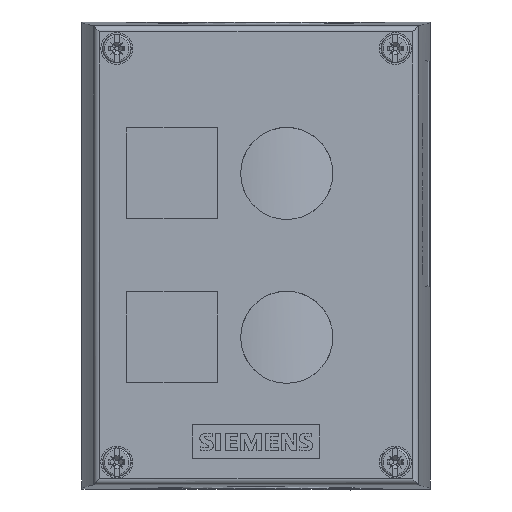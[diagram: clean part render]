
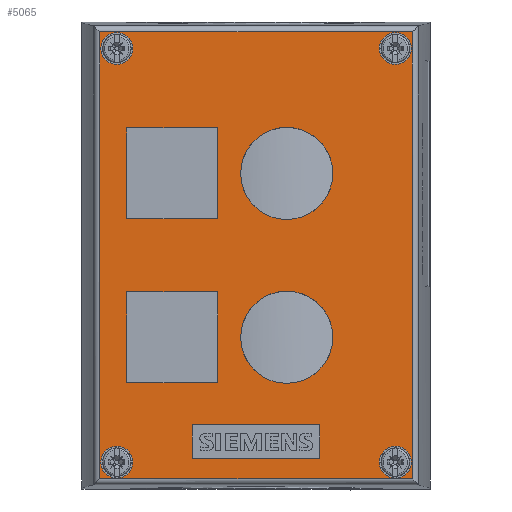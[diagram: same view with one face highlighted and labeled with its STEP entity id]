
A CAD part, top view. The second image highlights one B-rep face of the part: STEP entity #5065.
In plain terms, the highlighted planar face has unit normal (0, 0, 1).
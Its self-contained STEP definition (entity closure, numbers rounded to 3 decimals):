
#5065=ADVANCED_FACE('',(#11304,#11305,#11306,#11307,#11308,#11309,#11310,#11311,#11312,#11313),#11314,.T.);
#11304=FACE_OUTER_BOUND('',#18363,.T.);
#11305=FACE_BOUND('',#18364,.T.);
#11306=FACE_BOUND('',#18365,.T.);
#11307=FACE_BOUND('',#18366,.T.);
#11308=FACE_BOUND('',#18367,.T.);
#11309=FACE_BOUND('',#18368,.T.);
#11310=FACE_BOUND('',#18369,.T.);
#11311=FACE_BOUND('',#18370,.T.);
#11312=FACE_BOUND('',#18371,.T.);
#11313=FACE_BOUND('',#18372,.T.);
#11314=PLANE('',#18373);
#18363=EDGE_LOOP('',(#39169,#39170,#39171,#39172));
#18364=EDGE_LOOP('',(#39173,#39174));
#18365=EDGE_LOOP('',(#39175,#39176));
#18366=EDGE_LOOP('',(#39177,#39178));
#18367=EDGE_LOOP('',(#39179,#39180));
#18368=EDGE_LOOP('',(#39181,#39182,#39183,#39184));
#18369=EDGE_LOOP('',(#39185,#39186,#39187,#39188));
#18370=EDGE_LOOP('',(#39189,#39190,#39191,#39192));
#18371=EDGE_LOOP('',(#39193,#39194));
#18372=EDGE_LOOP('',(#39195,#39196));
#18373=AXIS2_PLACEMENT_3D('',#39197,#39198,#39199);
#39169=ORIENTED_EDGE('',*,*,#44361,.T.);
#39170=ORIENTED_EDGE('',*,*,#44357,.F.);
#39171=ORIENTED_EDGE('',*,*,#44364,.F.);
#39172=ORIENTED_EDGE('',*,*,#44365,.F.);
#39173=ORIENTED_EDGE('',*,*,#40527,.T.);
#39174=ORIENTED_EDGE('',*,*,#43896,.T.);
#39175=ORIENTED_EDGE('',*,*,#40522,.T.);
#39176=ORIENTED_EDGE('',*,*,#43900,.T.);
#39177=ORIENTED_EDGE('',*,*,#40517,.T.);
#39178=ORIENTED_EDGE('',*,*,#43904,.T.);
#39179=ORIENTED_EDGE('',*,*,#40512,.T.);
#39180=ORIENTED_EDGE('',*,*,#43908,.T.);
#39181=ORIENTED_EDGE('',*,*,#44289,.T.);
#39182=ORIENTED_EDGE('',*,*,#44298,.T.);
#39183=ORIENTED_EDGE('',*,*,#44295,.T.);
#39184=ORIENTED_EDGE('',*,*,#44292,.T.);
#39185=ORIENTED_EDGE('',*,*,#44324,.T.);
#39186=ORIENTED_EDGE('',*,*,#44332,.T.);
#39187=ORIENTED_EDGE('',*,*,#44330,.T.);
#39188=ORIENTED_EDGE('',*,*,#44327,.T.);
#39189=ORIENTED_EDGE('',*,*,#44341,.T.);
#39190=ORIENTED_EDGE('',*,*,#44349,.T.);
#39191=ORIENTED_EDGE('',*,*,#44347,.T.);
#39192=ORIENTED_EDGE('',*,*,#44344,.T.);
#39193=ORIENTED_EDGE('',*,*,#40507,.T.);
#39194=ORIENTED_EDGE('',*,*,#44351,.T.);
#39195=ORIENTED_EDGE('',*,*,#40502,.T.);
#39196=ORIENTED_EDGE('',*,*,#44353,.T.);
#39197=CARTESIAN_POINT('',(42.537,114.2,64.0));
#39198=DIRECTION('',(0.0,0.0,1.0));
#39199=DIRECTION('',(1.0,0.0,0.0));
#40502=EDGE_CURVE('',#44468,#44472,#44474,.T.);
#40507=EDGE_CURVE('',#44477,#44481,#44483,.T.);
#40512=EDGE_CURVE('',#44486,#44490,#44492,.T.);
#40517=EDGE_CURVE('',#44495,#44499,#44501,.T.);
#40522=EDGE_CURVE('',#44504,#44508,#44510,.T.);
#40527=EDGE_CURVE('',#44513,#44517,#44519,.T.);
#43896=EDGE_CURVE('',#44517,#44513,#49337,.T.);
#43900=EDGE_CURVE('',#44508,#44504,#49341,.T.);
#43904=EDGE_CURVE('',#44499,#44495,#49345,.T.);
#43908=EDGE_CURVE('',#44490,#44486,#49349,.T.);
#44289=EDGE_CURVE('',#49917,#49915,#49918,.T.);
#44292=EDGE_CURVE('',#49921,#49917,#49922,.T.);
#44295=EDGE_CURVE('',#49925,#49921,#49926,.T.);
#44298=EDGE_CURVE('',#49915,#49925,#49929,.T.);
#44324=EDGE_CURVE('',#49965,#49967,#49969,.T.);
#44327=EDGE_CURVE('',#49971,#49965,#49973,.T.);
#44330=EDGE_CURVE('',#49975,#49971,#49977,.T.);
#44332=EDGE_CURVE('',#49967,#49975,#49979,.T.);
#44341=EDGE_CURVE('',#49990,#49992,#49994,.T.);
#44344=EDGE_CURVE('',#49996,#49990,#49998,.T.);
#44347=EDGE_CURVE('',#50000,#49996,#50002,.T.);
#44349=EDGE_CURVE('',#49992,#50000,#50004,.T.);
#44351=EDGE_CURVE('',#44481,#44477,#50006,.T.);
#44353=EDGE_CURVE('',#44472,#44468,#50008,.T.);
#44357=EDGE_CURVE('',#50012,#50014,#50015,.T.);
#44361=EDGE_CURVE('',#50019,#50014,#50020,.T.);
#44364=EDGE_CURVE('',#50023,#50012,#50024,.T.);
#44365=EDGE_CURVE('',#50019,#50023,#50025,.T.);
#44468=VERTEX_POINT('',#50224);
#44472=VERTEX_POINT('',#50262);
#44474=CIRCLE('',#50265,11.25);
#44477=VERTEX_POINT('',#50268);
#44481=VERTEX_POINT('',#50306);
#44483=CIRCLE('',#50309,11.25);
#44486=VERTEX_POINT('',#50312);
#44490=VERTEX_POINT('',#50317);
#44492=CIRCLE('',#50320,3.9);
#44495=VERTEX_POINT('',#50323);
#44499=VERTEX_POINT('',#50328);
#44501=CIRCLE('',#50331,3.9);
#44504=VERTEX_POINT('',#50334);
#44508=VERTEX_POINT('',#50339);
#44510=CIRCLE('',#50342,3.9);
#44513=VERTEX_POINT('',#50345);
#44517=VERTEX_POINT('',#50350);
#44519=CIRCLE('',#50353,3.9);
#49337=CIRCLE('',#57959,3.9);
#49341=CIRCLE('',#57963,3.9);
#49345=CIRCLE('',#57967,3.9);
#49349=CIRCLE('',#57971,3.9);
#49915=VERTEX_POINT('',#58746);
#49917=VERTEX_POINT('',#58749);
#49918=LINE('',#58750,#58751);
#49921=VERTEX_POINT('',#58755);
#49922=LINE('',#58756,#58757);
#49925=VERTEX_POINT('',#58761);
#49926=LINE('',#58762,#58763);
#49929=LINE('',#58767,#58768);
#49965=VERTEX_POINT('',#58818);
#49967=VERTEX_POINT('',#58821);
#49969=LINE('',#58824,#58825);
#49971=VERTEX_POINT('',#58827);
#49973=LINE('',#58830,#58831);
#49975=VERTEX_POINT('',#58833);
#49977=LINE('',#58836,#58837);
#49979=LINE('',#58839,#58840);
#49990=VERTEX_POINT('',#58855);
#49992=VERTEX_POINT('',#58858);
#49994=LINE('',#58861,#58862);
#49996=VERTEX_POINT('',#58864);
#49998=LINE('',#58867,#58868);
#50000=VERTEX_POINT('',#58870);
#50002=LINE('',#58873,#58874);
#50004=LINE('',#58876,#58877);
#50006=CIRCLE('',#58879,11.25);
#50008=CIRCLE('',#58881,11.25);
#50012=VERTEX_POINT('',#58888);
#50014=VERTEX_POINT('',#58890);
#50015=LINE('',#58891,#58892);
#50019=VERTEX_POINT('',#58896);
#50020=LINE('',#58897,#58898);
#50023=VERTEX_POINT('',#58901);
#50024=LINE('',#58902,#58903);
#50025=LINE('',#58904,#58905);
#50224=CARTESIAN_POINT('',(61.288,37.2,64.0));
#50262=CARTESIAN_POINT('',(38.788,37.2,64.0));
#50265=AXIS2_PLACEMENT_3D('',#59091,#59092,#59093);
#50268=CARTESIAN_POINT('',(61.288,77.2,64.0));
#50306=CARTESIAN_POINT('',(38.788,77.2,64.0));
#50309=AXIS2_PLACEMENT_3D('',#59096,#59097,#59098);
#50312=CARTESIAN_POINT('',(12.438,6.7,64.0));
#50317=CARTESIAN_POINT('',(4.638,6.7,64.0));
#50320=AXIS2_PLACEMENT_3D('',#59104,#59105,#59106);
#50323=CARTESIAN_POINT('',(12.438,107.7,64.0));
#50328=CARTESIAN_POINT('',(4.638,107.7,64.0));
#50331=AXIS2_PLACEMENT_3D('',#59112,#59113,#59114);
#50334=CARTESIAN_POINT('',(80.438,6.7,64.0));
#50339=CARTESIAN_POINT('',(72.638,6.7,64.0));
#50342=AXIS2_PLACEMENT_3D('',#59120,#59121,#59122);
#50345=CARTESIAN_POINT('',(80.438,107.7,64.0));
#50350=CARTESIAN_POINT('',(72.638,107.7,64.0));
#50353=AXIS2_PLACEMENT_3D('',#59128,#59129,#59130);
#57959=AXIS2_PLACEMENT_3D('',#61732,#61733,#61734);
#57963=AXIS2_PLACEMENT_3D('',#61738,#61739,#61740);
#57967=AXIS2_PLACEMENT_3D('',#61744,#61745,#61746);
#57971=AXIS2_PLACEMENT_3D('',#61750,#61751,#61752);
#58746=CARTESIAN_POINT('',(58.088,7.55,64.0));
#58749=CARTESIAN_POINT('',(58.088,15.85,64.0));
#58750=CARTESIAN_POINT('',(58.088,62.95,64.0));
#58751=VECTOR('',#62170,1.0);
#58755=CARTESIAN_POINT('',(26.988,15.85,64.0));
#58756=CARTESIAN_POINT('',(42.537,15.85,64.0));
#58757=VECTOR('',#62172,1.0);
#58761=CARTESIAN_POINT('',(26.988,7.55,64.0));
#58762=CARTESIAN_POINT('',(26.988,62.95,64.0));
#58763=VECTOR('',#62174,1.0);
#58767=CARTESIAN_POINT('',(42.537,7.55,64.0));
#58768=VECTOR('',#62176,1.0);
#58818=CARTESIAN_POINT('',(10.938,48.3,64.0));
#58821=CARTESIAN_POINT('',(33.138,48.3,64.0));
#58824=CARTESIAN_POINT('',(32.287,48.3,64.0));
#58825=VECTOR('',#62199,1.0);
#58827=CARTESIAN_POINT('',(10.938,26.1,64.0));
#58830=CARTESIAN_POINT('',(10.938,75.7,64.0));
#58831=VECTOR('',#62201,1.0);
#58833=CARTESIAN_POINT('',(33.138,26.1,64.0));
#58836=CARTESIAN_POINT('',(32.287,26.1,64.0));
#58837=VECTOR('',#62203,1.0);
#58839=CARTESIAN_POINT('',(33.138,75.7,64.0));
#58840=VECTOR('',#62204,1.0);
#58855=CARTESIAN_POINT('',(10.938,88.3,64.0));
#58858=CARTESIAN_POINT('',(33.138,88.3,64.0));
#58861=CARTESIAN_POINT('',(32.287,88.3,64.0));
#58862=VECTOR('',#62211,1.0);
#58864=CARTESIAN_POINT('',(10.938,66.1,64.0));
#58867=CARTESIAN_POINT('',(10.938,95.7,64.0));
#58868=VECTOR('',#62213,1.0);
#58870=CARTESIAN_POINT('',(33.138,66.1,64.0));
#58873=CARTESIAN_POINT('',(32.287,66.1,64.0));
#58874=VECTOR('',#62215,1.0);
#58876=CARTESIAN_POINT('',(33.138,95.7,64.0));
#58877=VECTOR('',#62216,1.0);
#58879=AXIS2_PLACEMENT_3D('',#62217,#62218,#62219);
#58881=AXIS2_PLACEMENT_3D('',#62220,#62221,#62222);
#58888=CARTESIAN_POINT('',(80.714,2.656,64.0));
#58890=CARTESIAN_POINT('',(4.361,2.656,64.0));
#58891=CARTESIAN_POINT('',(42.537,2.656,64.0));
#58892=VECTOR('',#62226,1.0);
#58896=CARTESIAN_POINT('',(4.361,111.744,64.0));
#58897=CARTESIAN_POINT('',(4.361,114.2,64.0));
#58898=VECTOR('',#62230,1.0);
#58901=CARTESIAN_POINT('',(80.714,111.744,64.0));
#58902=CARTESIAN_POINT('',(80.714,114.2,64.0));
#58903=VECTOR('',#62234,1.0);
#58904=CARTESIAN_POINT('',(42.537,111.744,64.0));
#58905=VECTOR('',#62235,1.0);
#59091=CARTESIAN_POINT('',(50.038,37.2,64.0));
#59092=DIRECTION('',(0.0,0.0,-1.0));
#59093=DIRECTION('',(1.0,0.0,0.0));
#59096=CARTESIAN_POINT('',(50.038,77.2,64.0));
#59097=DIRECTION('',(0.0,0.0,-1.0));
#59098=DIRECTION('',(1.0,0.0,0.0));
#59104=CARTESIAN_POINT('',(8.538,6.7,64.0));
#59105=DIRECTION('',(0.0,0.0,-1.0));
#59106=DIRECTION('',(1.0,0.0,0.0));
#59112=CARTESIAN_POINT('',(8.538,107.7,64.0));
#59113=DIRECTION('',(0.0,0.0,-1.0));
#59114=DIRECTION('',(1.0,0.0,0.0));
#59120=CARTESIAN_POINT('',(76.538,6.7,64.0));
#59121=DIRECTION('',(0.0,0.0,-1.0));
#59122=DIRECTION('',(1.0,0.0,0.0));
#59128=CARTESIAN_POINT('',(76.538,107.7,64.0));
#59129=DIRECTION('',(0.0,0.0,-1.0));
#59130=DIRECTION('',(1.0,0.0,0.0));
#61732=CARTESIAN_POINT('',(76.538,107.7,64.0));
#61733=DIRECTION('',(0.0,0.0,-1.0));
#61734=DIRECTION('',(1.0,0.0,0.0));
#61738=CARTESIAN_POINT('',(76.538,6.7,64.0));
#61739=DIRECTION('',(0.0,0.0,-1.0));
#61740=DIRECTION('',(1.0,0.0,0.0));
#61744=CARTESIAN_POINT('',(8.538,107.7,64.0));
#61745=DIRECTION('',(0.0,0.0,-1.0));
#61746=DIRECTION('',(1.0,0.0,0.0));
#61750=CARTESIAN_POINT('',(8.538,6.7,64.0));
#61751=DIRECTION('',(0.0,0.0,-1.0));
#61752=DIRECTION('',(1.0,0.0,0.0));
#62170=DIRECTION('',(0.0,-1.0,0.0));
#62172=DIRECTION('',(1.0,0.0,0.0));
#62174=DIRECTION('',(0.0,1.0,0.0));
#62176=DIRECTION('',(-1.0,0.0,0.0));
#62199=DIRECTION('',(1.0,0.0,0.0));
#62201=DIRECTION('',(0.0,1.0,0.0));
#62203=DIRECTION('',(-1.0,0.0,0.0));
#62204=DIRECTION('',(0.0,-1.0,0.0));
#62211=DIRECTION('',(1.0,0.0,0.0));
#62213=DIRECTION('',(0.0,1.0,0.0));
#62215=DIRECTION('',(-1.0,0.0,0.0));
#62216=DIRECTION('',(0.0,-1.0,0.0));
#62217=CARTESIAN_POINT('',(50.038,77.2,64.0));
#62218=DIRECTION('',(0.0,0.0,-1.0));
#62219=DIRECTION('',(1.0,0.0,0.0));
#62220=CARTESIAN_POINT('',(50.038,37.2,64.0));
#62221=DIRECTION('',(0.0,0.0,-1.0));
#62222=DIRECTION('',(1.0,0.0,0.0));
#62226=DIRECTION('',(-1.0,0.0,0.0));
#62230=DIRECTION('',(0.0,-1.0,0.0));
#62234=DIRECTION('',(0.0,-1.0,0.0));
#62235=DIRECTION('',(1.0,0.0,0.0));
